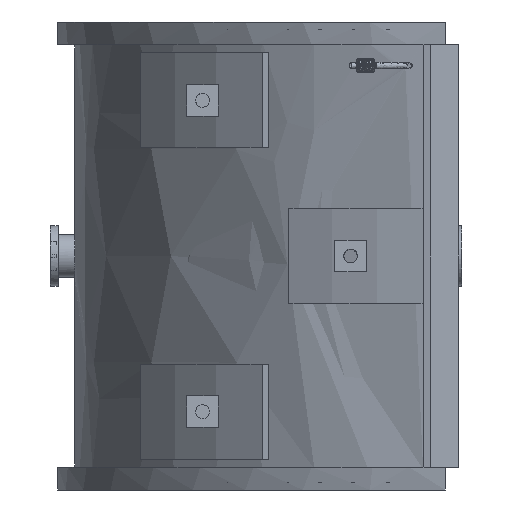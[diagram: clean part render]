
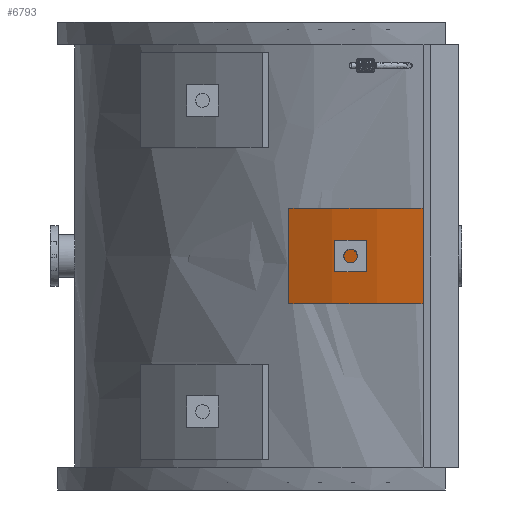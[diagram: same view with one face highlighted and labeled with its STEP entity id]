
A CAD part, front view. The second image highlights one B-rep face of the part: STEP entity #6793.
In plain terms, the highlighted free-form (B-spline) face has degree [2, 1] with [3, 2] control points.
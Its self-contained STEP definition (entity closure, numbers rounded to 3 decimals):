
#6710=CARTESIAN_POINT('V6',(-232.,
   -1118.697,-663.));
#6711=VERTEX_POINT('V6',#6710);
#6726=CARTESIAN_POINT('V7',(-232.,
   -1118.697,-423.));
#6727=VERTEX_POINT('V7',#6726);
#6733=CARTESIAN_POINT('E6',(-232.,
   -1118.697,-663.));
#6734=CARTESIAN_POINT('E6',(-232.,
   -1118.697,-423.));
#6735=QUASI_UNIFORM_CURVE('E6',1,(#6733,#6734),.POLYLINE_FORM.,.F.,
   .U.);
#6736=EDGE_CURVE('E6',#6711,#6727,#6735,.T.);
#6741=CARTESIAN_POINT('F2',(-570.671,
   -988.431,-663.));
#6742=CARTESIAN_POINT('F2',(-412.028,
   -1081.362,-663.));
#6743=CARTESIAN_POINT('F2',(-232.,
   -1118.697,-663.));
#6744=CARTESIAN_POINT('F2',(-570.671,
   -988.431,-423.));
#6745=CARTESIAN_POINT('F2',(-412.028,
   -1081.362,-423.));
#6746=CARTESIAN_POINT('F2',(-232.,
   -1118.697,-423.));
#6754=(BOUNDED_SURFACE()B_SPLINE_SURFACE(2,1,((#6741,#6744),(
   #6742,#6745),(#6743,#6746)),.CYLINDRICAL_SURF.,.F.,.F.,.U.)
   B_SPLINE_SURFACE_WITH_KNOTS((3,3),(2,2),(0.0,
   1.532),(0.0,1.0),.UNSPECIFIED.)
   GEOMETRIC_REPRESENTATION_ITEM()RATIONAL_B_SPLINE_SURFACE(((1.0,
   1.0),(0.987,0.987),(1.0,1.0)))
   REPRESENTATION_ITEM('F2')SURFACE());
#6755=CARTESIAN_POINT('V2',(-570.671,
   -988.431,-663.));
#6756=VERTEX_POINT('V2',#6755);
#6757=CARTESIAN_POINT('E5',(-570.671,
   -988.431,-663.));
#6758=CARTESIAN_POINT('E5',(-412.028,
   -1081.362,-663.));
#6759=CARTESIAN_POINT('E5',(-232.,
   -1118.697,-663.));
#6767=(BOUNDED_CURVE()B_SPLINE_CURVE(2,(#6757,#6758,#6759),
   .CIRCULAR_ARC.,.F.,.U.)B_SPLINE_CURVE_WITH_KNOTS((3,3),(0.0,
   1.532),.UNSPECIFIED.)CURVE()
   GEOMETRIC_REPRESENTATION_ITEM()RATIONAL_B_SPLINE_CURVE((1.0,
   0.987,1.0))REPRESENTATION_ITEM('E5'));
#6768=EDGE_CURVE('E5',#6756,#6711,#6767,.T.);
#6769=ORIENTED_EDGE('E5',*,*,#6768,.T.);
#6770=ORIENTED_EDGE('F3',*,*,#6736,.T.);
#6771=CARTESIAN_POINT('V3',(-570.671,
   -988.431,-423.));
#6772=VERTEX_POINT('V3',#6771);
#6773=CARTESIAN_POINT('E7',(-232.,
   -1118.697,-423.));
#6774=CARTESIAN_POINT('E7',(-412.028,
   -1081.362,-423.));
#6775=CARTESIAN_POINT('E7',(-570.671,
   -988.431,-423.));
#6783=(BOUNDED_CURVE()B_SPLINE_CURVE(2,(#6773,#6774,#6775),
   .CIRCULAR_ARC.,.F.,.U.)B_SPLINE_CURVE_WITH_KNOTS((3,3),(0.0,
   1.532),.UNSPECIFIED.)CURVE()
   GEOMETRIC_REPRESENTATION_ITEM()RATIONAL_B_SPLINE_CURVE((1.0,
   0.987,1.0))REPRESENTATION_ITEM('E7'));
#6784=EDGE_CURVE('E7',#6727,#6772,#6783,.T.);
#6785=ORIENTED_EDGE('E7',*,*,#6784,.T.);
#6786=CARTESIAN_POINT('E2',(-570.671,
   -988.431,-663.));
#6787=CARTESIAN_POINT('E2',(-570.671,
   -988.431,-423.));
#6788=B_SPLINE_CURVE_WITH_KNOTS('E2',1,(#6786,#6787),.POLYLINE_FORM.,
   .F.,.U.,(2,2),(0.0,8.321),.UNSPECIFIED.);
#6789=EDGE_CURVE('E2',#6756,#6772,#6788,.T.);
#6790=ORIENTED_EDGE('E2',*,*,#6789,.F.);
#6791=EDGE_LOOP('F2',(#6769,#6770,#6785,#6790));
#6792=FACE_OUTER_BOUND('F2',#6791,.T.);
#6793=ADVANCED_FACE('F2',(#6792),#6754,.T.);
